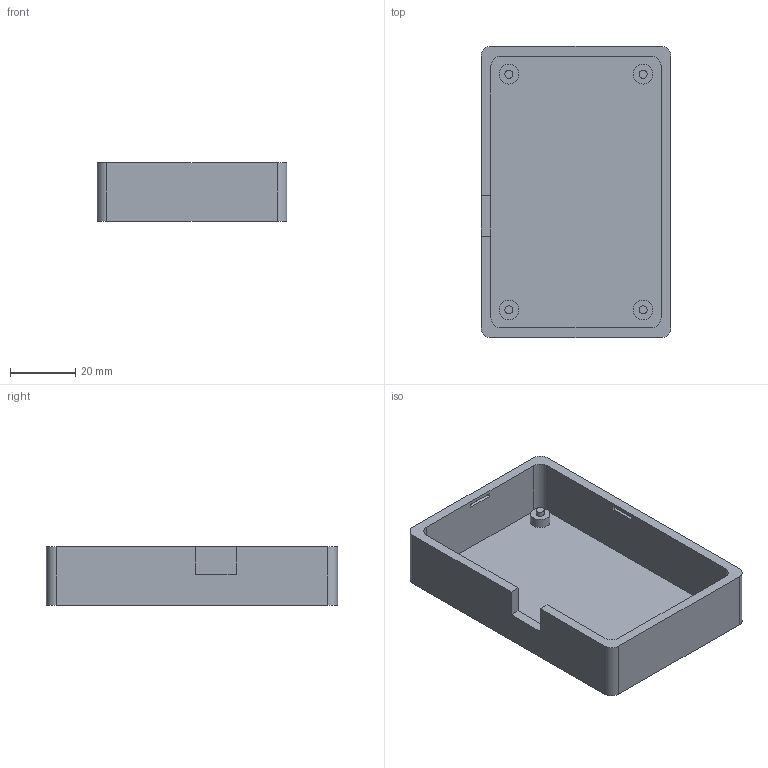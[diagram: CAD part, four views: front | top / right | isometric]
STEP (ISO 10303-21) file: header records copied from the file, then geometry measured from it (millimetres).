
FILE_DESCRIPTION(/* description */ (''),/* implementation_level */ '2;1');
FILE_NAME(/* name */ 'Case Octopus CO2 Ampel v4_case.step',/* time_stamp */ '2020-11-08T14:14:52+01:00',/* author */ (''),/* organization */ (''),/* preprocessor_version */ 'ST-DEVELOPER v18.1',/* originating_system */ 'Autodesk Translation Framework v9.3.0.1241',/* authorisation */ '');
FILE_SCHEMA (('AUTOMOTIVE_DESIGN { 1 0 10303 214 3 1 1 }'));
Length unit declared in the file: millimetre
Products named in the file (1): Case Octopus CO2 Ampel
Bounding box: 58 x 89 x 18 mm (x, y, z)
Volume: 19565.4 mm3; surface area: 20164.6 mm2
Topology: 1 solids, 1 shells, 58 faces, 132 edges, 88 vertices
Faces by surface type: plane 42, cylinder 16
Full cylindrical faces by diameter (mm): 2.5 x4, 6 x4
Entity records: 1668 total; most frequent: DIRECTION 282, CARTESIAN_POINT 279, ORIENTED_EDGE 264, EDGE_CURVE 132, LINE 100, VECTOR 100, AXIS2_PLACEMENT_3D 91, VERTEX_POINT 88
